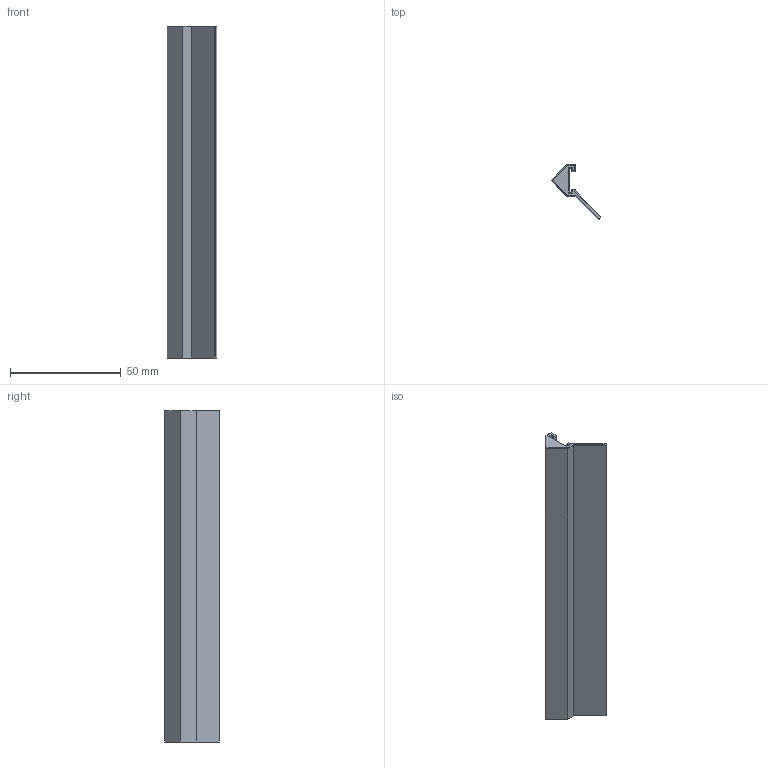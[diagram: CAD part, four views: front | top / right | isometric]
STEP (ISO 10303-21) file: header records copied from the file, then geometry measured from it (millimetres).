
FILE_DESCRIPTION(('FreeCAD Model'),'2;1');
FILE_NAME('Open CASCADE Shape Model','2024-01-05T13:56:47',(''),(''), 'Open CASCADE STEP processor 7.7','FreeCAD','Unknown');
FILE_SCHEMA(('AUTOMOTIVE_DESIGN { 1 0 10303 214 1 1 1 1 }'));
Length unit declared in the file: millimetre
Products named in the file (1): Split_i1
Bounding box: 22.43 x 24.59 x 150 mm (x, y, z)
Volume: 14641.2 mm3; surface area: 13557.3 mm2
Topology: 1 solids, 1 shells, 42 faces, 97 edges, 58 vertices
Faces by surface type: plane 42
Entity records: 2382 total; most frequent: CARTESIAN_POINT 434, DIRECTION 335, LINE 249, VECTOR 249, ORIENTED_EDGE 194, PCURVE 194, DEFINITIONAL_REPRESENTATION 194, EDGE_CURVE 97
